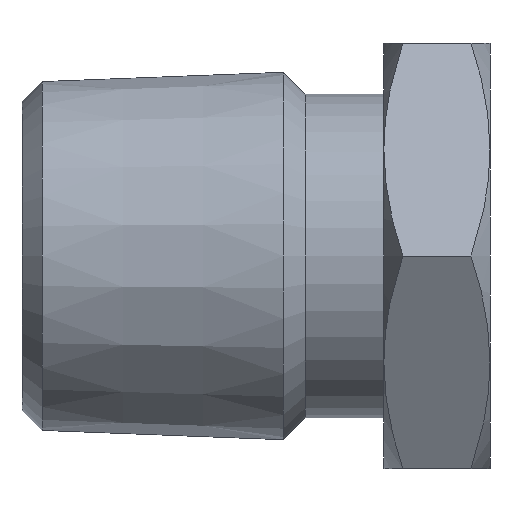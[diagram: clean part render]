
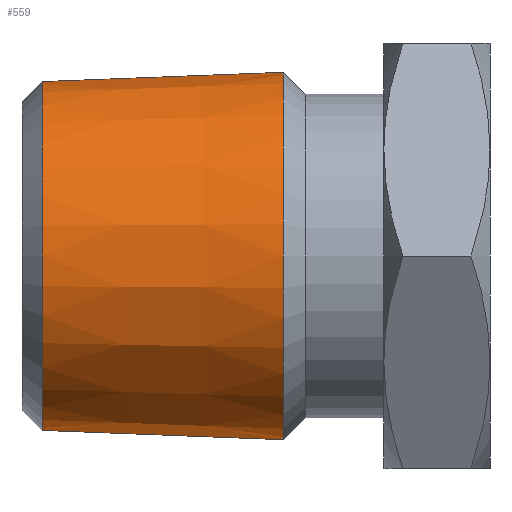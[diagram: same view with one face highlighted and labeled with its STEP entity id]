
A CAD part, front view. The second image highlights one B-rep face of the part: STEP entity #559.
In plain terms, the highlighted conical face has half-angle 2.211 degrees and reference radius 13.015 mm.
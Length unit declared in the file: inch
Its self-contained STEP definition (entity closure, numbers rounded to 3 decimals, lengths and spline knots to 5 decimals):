
#23 = EDGE_CURVE ( 'NONE', #663, #630, #784, .T. ) ;
#24 = EDGE_CURVE ( 'NONE', #756, #752, #780, .T. ) ;
#65 = AXIS2_PLACEMENT_3D ( 'NONE', #214, #217, #215 ) ;
#79 = AXIS2_PLACEMENT_3D ( 'NONE', #407, #406, #429 ) ;
#80 = AXIS2_PLACEMENT_3D ( 'NONE', #439, #369, #457 ) ;
#101 = EDGE_CURVE ( 'NONE', #630, #752, #675, .T. ) ;
#102 = EDGE_CURVE ( 'NONE', #663, #756, #670, .T. ) ;
#214 = CARTESIAN_POINT ( 'NONE',  ( 0.05925, 0., 0. ) ) ;
#215 = DIRECTION ( 'NONE',  ( 0., 0., -1. ) ) ;
#217 = DIRECTION ( 'NONE',  ( 1., 0., 0. ) ) ;
#359 = DIRECTION ( 'NONE',  ( 0.999, 0., 0.039 ) ) ;
#369 = DIRECTION ( 'NONE',  ( -1., 0., 0. ) ) ;
#380 = CARTESIAN_POINT ( 'NONE',  ( 0.05925, 0., -0.5124 ) ) ;
#406 = DIRECTION ( 'NONE',  ( -1., 0., 0. ) ) ;
#407 = CARTESIAN_POINT ( 'NONE',  ( 0.7676, 0., 0. ) ) ;
#429 = DIRECTION ( 'NONE',  ( 0., 0., 1. ) ) ;
#435 = DIRECTION ( 'NONE',  ( 0.999, 0., -0.039 ) ) ;
#439 = CARTESIAN_POINT ( 'NONE',  ( 0.05925, 0., 0. ) ) ;
#449 = CARTESIAN_POINT ( 'NONE',  ( 0.05925, 0., 0.5124 ) ) ;
#457 = DIRECTION ( 'NONE',  ( 0., 0., 1. ) ) ;
#494 = CARTESIAN_POINT ( 'NONE',  ( 0.7676, 0., 0.53975 ) ) ;
#511 = CARTESIAN_POINT ( 'NONE',  ( 0.05925, 0., -0.5124 ) ) ;
#528 = CARTESIAN_POINT ( 'NONE',  ( 0.05925, 0., 0.5124 ) ) ;
#536 = CARTESIAN_POINT ( 'NONE',  ( 0.7676, 0., -0.53975 ) ) ;
#559 = ADVANCED_FACE ( 'NONE', ( #731 ), #720, .T. ) ;
#630 = VERTEX_POINT ( 'NONE', #528 ) ;
#647 = EDGE_LOOP ( 'NONE', ( #890, #894, #892, #893 ) ) ;
#663 = VERTEX_POINT ( 'NONE', #511 ) ;
#670 = LINE ( 'NONE', #380, #673 ) ;
#671 = VECTOR ( 'NONE', #359, 39.37008 ) ;
#673 = VECTOR ( 'NONE', #435, 39.37008 ) ;
#675 = LINE ( 'NONE', #449, #671 ) ;
#720 = CONICAL_SURFACE ( 'NONE', #65, 0.5124, 0.039 ) ;
#731 = FACE_OUTER_BOUND ( 'NONE', #647, .T. ) ;
#752 = VERTEX_POINT ( 'NONE', #494 ) ;
#756 = VERTEX_POINT ( 'NONE', #536 ) ;
#780 = CIRCLE ( 'NONE', #79, 0.53975 ) ;
#784 = CIRCLE ( 'NONE', #80, 0.5124 ) ;
#890 = ORIENTED_EDGE ( 'NONE', *, *, #101, .F. ) ;
#892 = ORIENTED_EDGE ( 'NONE', *, *, #102, .T. ) ;
#893 = ORIENTED_EDGE ( 'NONE', *, *, #24, .T. ) ;
#894 = ORIENTED_EDGE ( 'NONE', *, *, #23, .F. ) ;
